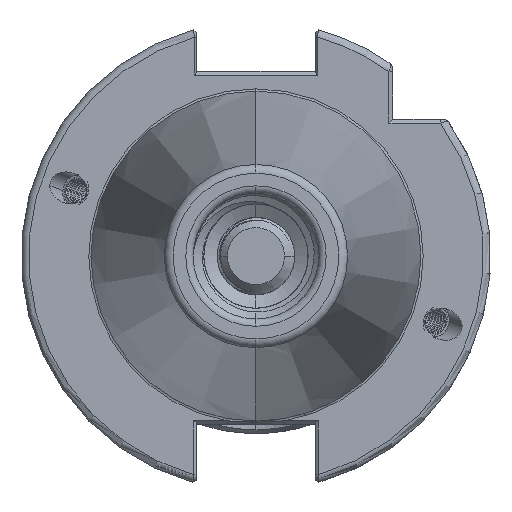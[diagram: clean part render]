
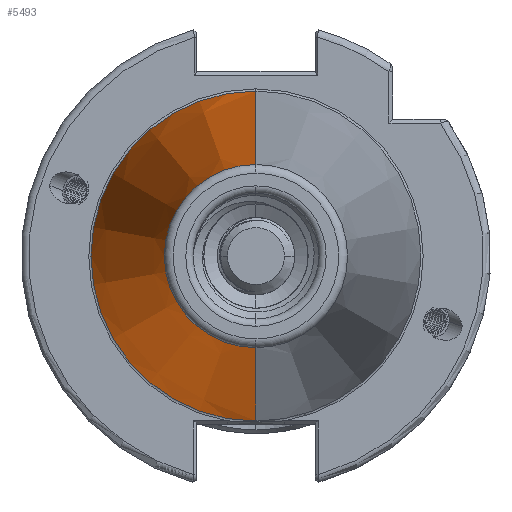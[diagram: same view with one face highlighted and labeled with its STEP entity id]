
A CAD part, left-side view. The second image highlights one B-rep face of the part: STEP entity #5493.
In plain terms, the highlighted conical face has half-angle 8.297 degrees and reference radius 22.692 mm.
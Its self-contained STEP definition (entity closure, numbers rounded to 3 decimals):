
#496 = CARTESIAN_POINT ( 'NONE',  ( 0., 0., -22.692 ) ) ;
#512 = DIRECTION ( 'NONE',  ( 0.99, 0., -0.144 ) ) ;
#2073 = DIRECTION ( 'NONE',  ( 1., 0., 0. ) ) ;
#2092 = DIRECTION ( 'NONE',  ( 0., 0., -1. ) ) ;
#2102 = CARTESIAN_POINT ( 'NONE',  ( 0., 0., 0. ) ) ;
#2685 = CONICAL_SURFACE ( 'NONE', #24236, 22.692, 0.145 ) ;
#2708 = FACE_OUTER_BOUND ( 'NONE', #19073, .T. ) ;
#3874 = EDGE_CURVE ( 'NONE', #8340, #8294, #20338, .T. ) ;
#3878 = EDGE_CURVE ( 'NONE', #8304, #8294, #20344, .T. ) ;
#3929 = EDGE_CURVE ( 'NONE', #8364, #8340, #20399, .T. ) ;
#4271 = EDGE_CURVE ( 'NONE', #8364, #8304, #20718, .T. ) ;
#5493 = ADVANCED_FACE ( 'NONE', ( #2708 ), #2685, .T. ) ;
#8294 = VERTEX_POINT ( 'NONE', #11765 ) ;
#8304 = VERTEX_POINT ( 'NONE', #11802 ) ;
#8340 = VERTEX_POINT ( 'NONE', #11843 ) ;
#8364 = VERTEX_POINT ( 'NONE', #11851 ) ;
#8645 = AXIS2_PLACEMENT_3D ( 'NONE', #24574, #24533, #24547 ) ;
#11765 = CARTESIAN_POINT ( 'NONE',  ( -2.5, 0., 22.327 ) ) ;
#11802 = CARTESIAN_POINT ( 'NONE',  ( -70.573, 0., 12.4 ) ) ;
#11843 = CARTESIAN_POINT ( 'NONE',  ( -2.5, 0., -22.327 ) ) ;
#11851 = CARTESIAN_POINT ( 'NONE',  ( -70.573, 0., -12.4 ) ) ;
#17071 = DIRECTION ( 'NONE',  ( 1., 0., 0. ) ) ;
#17074 = CARTESIAN_POINT ( 'NONE',  ( -70.573, 0., 0. ) ) ;
#17105 = DIRECTION ( 'NONE',  ( 0., 0., 1. ) ) ;
#19073 = EDGE_LOOP ( 'NONE', ( #20142, #20184, #20195, #20130 ) ) ;
#20130 = ORIENTED_EDGE ( 'NONE', *, *, #3929, .F. ) ;
#20142 = ORIENTED_EDGE ( 'NONE', *, *, #4271, .T. ) ;
#20184 = ORIENTED_EDGE ( 'NONE', *, *, #3878, .T. ) ;
#20195 = ORIENTED_EDGE ( 'NONE', *, *, #3874, .F. ) ;
#20338 = CIRCLE ( 'NONE', #8645, 22.327 ) ;
#20342 = VECTOR ( 'NONE', #24577, 1000. ) ;
#20344 = LINE ( 'NONE', #24576, #20342 ) ;
#20399 = LINE ( 'NONE', #496, #20411 ) ;
#20411 = VECTOR ( 'NONE', #512, 1000. ) ;
#20718 = CIRCLE ( 'NONE', #26256, 12.4 ) ;
#24236 = AXIS2_PLACEMENT_3D ( 'NONE', #2102, #2073, #2092 ) ;
#24533 = DIRECTION ( 'NONE',  ( 1., 0., 0. ) ) ;
#24547 = DIRECTION ( 'NONE',  ( 0., 0., -1. ) ) ;
#24574 = CARTESIAN_POINT ( 'NONE',  ( -2.5, 0., 0. ) ) ;
#24576 = CARTESIAN_POINT ( 'NONE',  ( 0., 0., 22.692 ) ) ;
#24577 = DIRECTION ( 'NONE',  ( 0.99, 0., 0.144 ) ) ;
#26256 = AXIS2_PLACEMENT_3D ( 'NONE', #17074, #17071, #17105 ) ;
